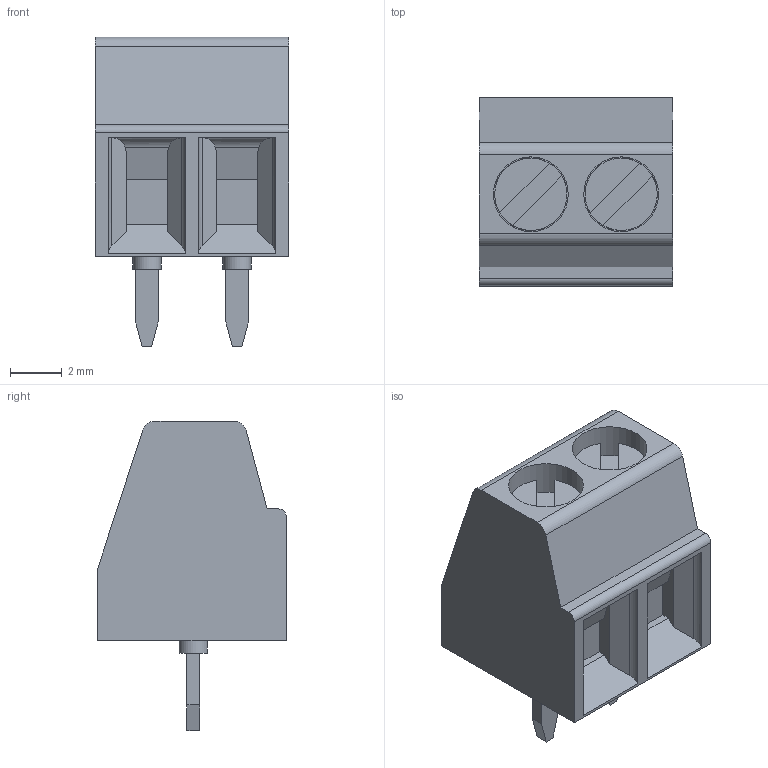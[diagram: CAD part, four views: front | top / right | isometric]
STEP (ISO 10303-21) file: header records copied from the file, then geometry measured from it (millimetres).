
FILE_DESCRIPTION(('FreeCAD Model'),'2;1');
FILE_NAME('MKDS-1-2-3-5.step' ,'2020-03-14T22:20:16',('kicad StepUp'),('ksu MCAD'), 'Open CASCADE STEP processor 7.3','FreeCAD','Unknown');
FILE_SCHEMA(('AUTOMOTIVE_DESIGN { 1 0 10303 214 1 1 1 1 }'));
Length unit declared in the file: millimetre
Products named in the file (1): MKDS-1-2-3-5
Bounding box: 7.5 x 7.3 x 12 mm (x, y, z)
Volume: 364.2 mm3; surface area: 416.3 mm2
Topology: 1 solids, 1 shells, 107 faces, 280 edges, 189 vertices
Faces by surface type: plane 74, cylinder 33
Full cylindrical faces by diameter (mm): 0.457 x1, 1.1 x2, 2.8 x2, 2.9 x2
Entity records: 4074 total; most frequent: CARTESIAN_POINT 577, DIRECTION 577, ORIENTED_EDGE 560, EDGE_CURVE 280, LINE 199, VECTOR 199, AXIS2_PLACEMENT_3D 189, VERTEX_POINT 189
